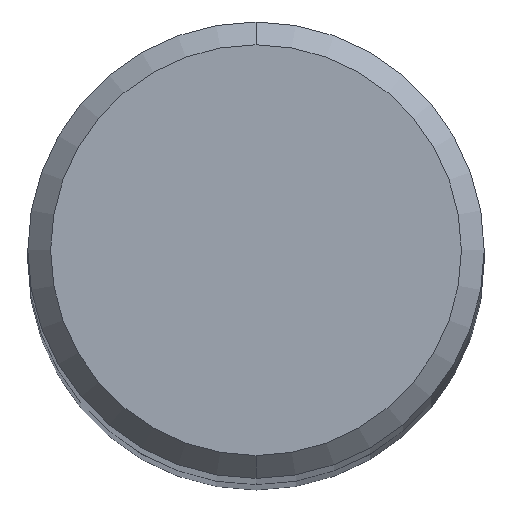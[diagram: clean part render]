
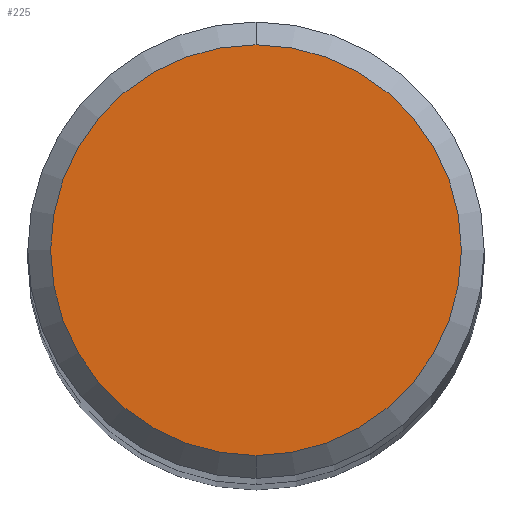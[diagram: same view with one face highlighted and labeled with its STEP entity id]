
A CAD part, top view. The second image highlights one B-rep face of the part: STEP entity #225.
In plain terms, the highlighted planar face has unit normal (0, 0, 1).
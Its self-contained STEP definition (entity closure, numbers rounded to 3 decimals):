
#197=VERTEX_POINT('',#474);
#225=ADVANCED_FACE('',(#506),#507,.T.);
#279=EDGE_CURVE('',#197,#299,#566,.T.);
#289=EDGE_CURVE('',#299,#197,#576,.T.);
#299=VERTEX_POINT('',#588);
#474=CARTESIAN_POINT('',(0.,-3.6,0.0));
#506=FACE_OUTER_BOUND('',#866,.T.);
#507=PLANE('',#867);
#566=CIRCLE('',#988,3.6);
#576=CIRCLE('',#1041,3.6);
#588=CARTESIAN_POINT('',(0.0,3.6,0.0));
#866=EDGE_LOOP('',(#1409,#1410));
#867=AXIS2_PLACEMENT_3D('',#1411,#1412,#1413);
#988=AXIS2_PLACEMENT_3D('',#1468,#1469,#1470);
#1041=AXIS2_PLACEMENT_3D('',#1474,#1475,#1476);
#1409=ORIENTED_EDGE('',*,*,#289,.F.);
#1410=ORIENTED_EDGE('',*,*,#279,.F.);
#1411=CARTESIAN_POINT('',(0.0,1.8,0.0));
#1412=DIRECTION('',(-0.0,0.0,1.0));
#1413=DIRECTION('',(0.0,-1.0,0.0));
#1468=CARTESIAN_POINT('',(0.0,0.0,0.0));
#1469=DIRECTION('',(0.0,0.0,-1.0));
#1470=DIRECTION('',(0.0,1.0,0.0));
#1474=CARTESIAN_POINT('',(0.0,0.0,0.0));
#1475=DIRECTION('',(0.0,0.0,-1.0));
#1476=DIRECTION('',(0.0,1.0,0.0));
